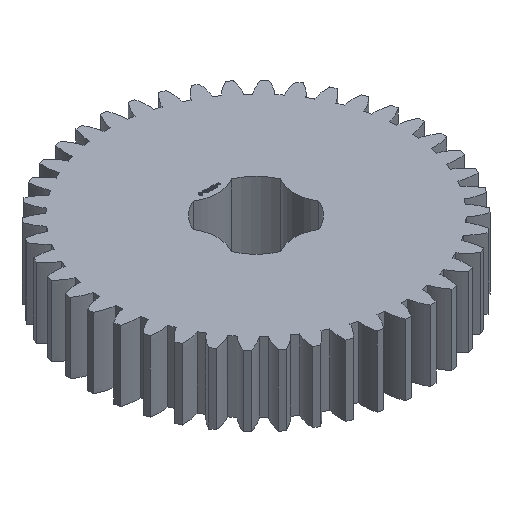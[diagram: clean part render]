
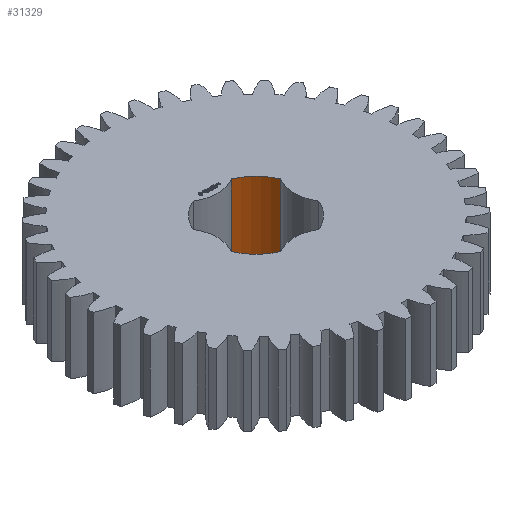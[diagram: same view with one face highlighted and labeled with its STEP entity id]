
A CAD part, isometric view. The second image highlights one B-rep face of the part: STEP entity #31329.
In plain terms, the highlighted cylindrical face has radius 6.35 mm (diameter 12.7 mm), a partial arc.
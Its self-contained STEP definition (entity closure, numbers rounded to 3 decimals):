
#93 = PLANE('',#94);
#94 = AXIS2_PLACEMENT_3D('',#95,#96,#97);
#95 = CARTESIAN_POINT('',(0.,0.,9.375));
#96 = DIRECTION('',(0.,0.,1.));
#97 = DIRECTION('',(1.,0.,0.));
#168 = PLANE('',#169);
#169 = AXIS2_PLACEMENT_3D('',#170,#171,#172);
#170 = CARTESIAN_POINT('',(0.,0.,0.));
#171 = DIRECTION('',(0.,0.,1.));
#172 = DIRECTION('',(1.,0.,0.));
#9888 = VERTEX_POINT('',#9889);
#9889 = CARTESIAN_POINT('',(2.55,5.816,0.));
#9904 = CYLINDRICAL_SURFACE('',#9905,4.9);
#9905 = AXIS2_PLACEMENT_3D('',#9906,#9907,#9908);
#9906 = CARTESIAN_POINT('',(0.,10.,0.));
#9907 = DIRECTION('',(0.,-0.,-1.));
#9908 = DIRECTION('',(0.707,0.707,0.));
#9916 = EDGE_CURVE('',#9917,#9888,#9919,.T.);
#9917 = VERTEX_POINT('',#9918);
#9918 = CARTESIAN_POINT('',(5.816,2.55,0.));
#9919 = SURFACE_CURVE('',#9920,(#9925,#9932),.PCURVE_S1.);
#9920 = CIRCLE('',#9921,6.35);
#9921 = AXIS2_PLACEMENT_3D('',#9922,#9923,#9924);
#9922 = CARTESIAN_POINT('',(0.,0.,0.));
#9923 = DIRECTION('',(0.,-0.,1.));
#9924 = DIRECTION('',(0.707,0.707,0.));
#9925 = PCURVE('',#168,#9926);
#9926 = DEFINITIONAL_REPRESENTATION('',(#9927),#9931);
#9927 = CIRCLE('',#9928,6.35);
#9928 = AXIS2_PLACEMENT_2D('',#9929,#9930);
#9929 = CARTESIAN_POINT('',(0.,0.));
#9930 = DIRECTION('',(0.707,0.707));
#9931 = ( GEOMETRIC_REPRESENTATION_CONTEXT(2) 
PARAMETRIC_REPRESENTATION_CONTEXT() REPRESENTATION_CONTEXT('2D SPACE',''
  ) );
#9932 = PCURVE('',#9933,#9938);
#9933 = CYLINDRICAL_SURFACE('',#9934,6.35);
#9934 = AXIS2_PLACEMENT_3D('',#9935,#9936,#9937);
#9935 = CARTESIAN_POINT('',(0.,0.,0.));
#9936 = DIRECTION('',(0.,-0.,-1.));
#9937 = DIRECTION('',(0.707,0.707,0.));
#9938 = DEFINITIONAL_REPRESENTATION('',(#9939),#9943);
#9939 = LINE('',#9940,#9941);
#9940 = CARTESIAN_POINT('',(-0.,0.));
#9941 = VECTOR('',#9942,1.);
#9942 = DIRECTION('',(-1.,0.));
#9943 = ( GEOMETRIC_REPRESENTATION_CONTEXT(2) 
PARAMETRIC_REPRESENTATION_CONTEXT() REPRESENTATION_CONTEXT('2D SPACE',''
  ) );
#9962 = CYLINDRICAL_SURFACE('',#9963,4.9);
#9963 = AXIS2_PLACEMENT_3D('',#9964,#9965,#9966);
#9964 = CARTESIAN_POINT('',(10.,0.,0.));
#9965 = DIRECTION('',(0.,-0.,-1.));
#9966 = DIRECTION('',(0.707,0.707,0.));
#16868 = VERTEX_POINT('',#16869);
#16869 = CARTESIAN_POINT('',(2.55,5.816,9.375));
#16891 = EDGE_CURVE('',#16892,#16868,#16894,.T.);
#16892 = VERTEX_POINT('',#16893);
#16893 = CARTESIAN_POINT('',(5.816,2.55,9.375));
#16894 = SURFACE_CURVE('',#16895,(#16900,#16907),.PCURVE_S1.);
#16895 = CIRCLE('',#16896,6.35);
#16896 = AXIS2_PLACEMENT_3D('',#16897,#16898,#16899);
#16897 = CARTESIAN_POINT('',(0.,0.,9.375
    ));
#16898 = DIRECTION('',(0.,-0.,1.));
#16899 = DIRECTION('',(0.707,0.707,0.));
#16900 = PCURVE('',#93,#16901);
#16901 = DEFINITIONAL_REPRESENTATION('',(#16902),#16906);
#16902 = CIRCLE('',#16903,6.35);
#16903 = AXIS2_PLACEMENT_2D('',#16904,#16905);
#16904 = CARTESIAN_POINT('',(0.,0.));
#16905 = DIRECTION('',(0.707,0.707));
#16906 = ( GEOMETRIC_REPRESENTATION_CONTEXT(2) 
PARAMETRIC_REPRESENTATION_CONTEXT() REPRESENTATION_CONTEXT('2D SPACE',''
  ) );
#16907 = PCURVE('',#9933,#16908);
#16908 = DEFINITIONAL_REPRESENTATION('',(#16909),#16913);
#16909 = LINE('',#16910,#16911);
#16910 = CARTESIAN_POINT('',(-0.,-9.375));
#16911 = VECTOR('',#16912,1.);
#16912 = DIRECTION('',(-1.,0.));
#16913 = ( GEOMETRIC_REPRESENTATION_CONTEXT(2) 
PARAMETRIC_REPRESENTATION_CONTEXT() REPRESENTATION_CONTEXT('2D SPACE',''
  ) );
#31306 = EDGE_CURVE('',#9917,#16892,#31307,.T.);
#31307 = SURFACE_CURVE('',#31308,(#31312,#31319),.PCURVE_S1.);
#31308 = LINE('',#31309,#31310);
#31309 = CARTESIAN_POINT('',(5.816,2.55,0.));
#31310 = VECTOR('',#31311,1.);
#31311 = DIRECTION('',(0.,0.,1.));
#31312 = PCURVE('',#9962,#31313);
#31313 = DEFINITIONAL_REPRESENTATION('',(#31314),#31318);
#31314 = LINE('',#31315,#31316);
#31315 = CARTESIAN_POINT('',(-1.809,0.));
#31316 = VECTOR('',#31317,1.);
#31317 = DIRECTION('',(-0.,-1.));
#31318 = ( GEOMETRIC_REPRESENTATION_CONTEXT(2) 
PARAMETRIC_REPRESENTATION_CONTEXT() REPRESENTATION_CONTEXT('2D SPACE',''
  ) );
#31319 = PCURVE('',#9933,#31320);
#31320 = DEFINITIONAL_REPRESENTATION('',(#31321),#31325);
#31321 = LINE('',#31322,#31323);
#31322 = CARTESIAN_POINT('',(-5.911,0.));
#31323 = VECTOR('',#31324,1.);
#31324 = DIRECTION('',(-0.,-1.));
#31325 = ( GEOMETRIC_REPRESENTATION_CONTEXT(2) 
PARAMETRIC_REPRESENTATION_CONTEXT() REPRESENTATION_CONTEXT('2D SPACE',''
  ) );
#31329 = ADVANCED_FACE('',(#31330),#9933,.F.);
#31330 = FACE_BOUND('',#31331,.T.);
#31331 = EDGE_LOOP('',(#31332,#31333,#31334,#31355));
#31332 = ORIENTED_EDGE('',*,*,#31306,.T.);
#31333 = ORIENTED_EDGE('',*,*,#16891,.T.);
#31334 = ORIENTED_EDGE('',*,*,#31335,.F.);
#31335 = EDGE_CURVE('',#9888,#16868,#31336,.T.);
#31336 = SURFACE_CURVE('',#31337,(#31341,#31348),.PCURVE_S1.);
#31337 = LINE('',#31338,#31339);
#31338 = CARTESIAN_POINT('',(2.55,5.816,0.));
#31339 = VECTOR('',#31340,1.);
#31340 = DIRECTION('',(0.,0.,1.));
#31341 = PCURVE('',#9933,#31342);
#31342 = DEFINITIONAL_REPRESENTATION('',(#31343),#31347);
#31343 = LINE('',#31344,#31345);
#31344 = CARTESIAN_POINT('',(-6.655,0.));
#31345 = VECTOR('',#31346,1.);
#31346 = DIRECTION('',(-0.,-1.));
#31347 = ( GEOMETRIC_REPRESENTATION_CONTEXT(2) 
PARAMETRIC_REPRESENTATION_CONTEXT() REPRESENTATION_CONTEXT('2D SPACE',''
  ) );
#31348 = PCURVE('',#9904,#31349);
#31349 = DEFINITIONAL_REPRESENTATION('',(#31350),#31354);
#31350 = LINE('',#31351,#31352);
#31351 = CARTESIAN_POINT('',(-4.474,0.));
#31352 = VECTOR('',#31353,1.);
#31353 = DIRECTION('',(-0.,-1.));
#31354 = ( GEOMETRIC_REPRESENTATION_CONTEXT(2) 
PARAMETRIC_REPRESENTATION_CONTEXT() REPRESENTATION_CONTEXT('2D SPACE',''
  ) );
#31355 = ORIENTED_EDGE('',*,*,#9916,.F.);
